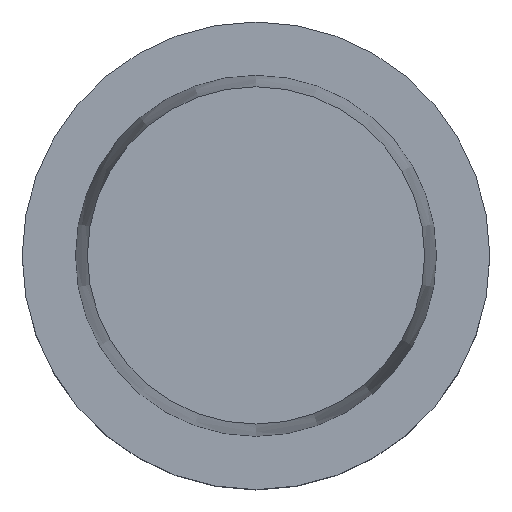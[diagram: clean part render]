
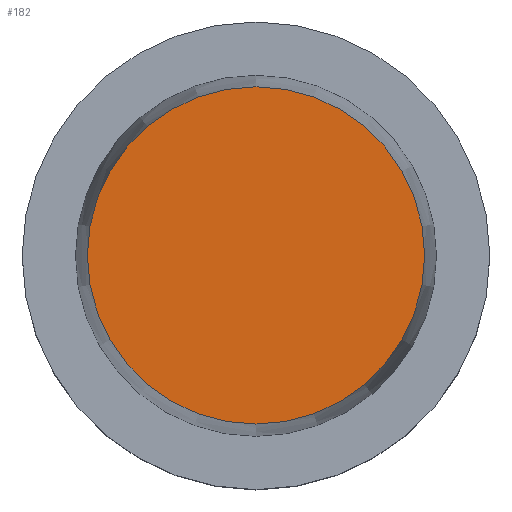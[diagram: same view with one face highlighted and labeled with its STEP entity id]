
A CAD part, top view. The second image highlights one B-rep face of the part: STEP entity #182.
In plain terms, the highlighted planar face has unit normal (0, 0, 1).
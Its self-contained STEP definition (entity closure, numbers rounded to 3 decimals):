
#165=EDGE_CURVE('Unnamed[1]',#349,#349,#350,.T.);
#182=ADVANCED_FACE('Unnamed[1]',(#376),#377,.T.);
#349=VERTEX_POINT('',#581);
#350=CIRCLE('',#582,22.715);
#376=FACE_OUTER_BOUND('',#614,.T.);
#377=PLANE('',#615);
#581=CARTESIAN_POINT('',(0.,22.715,32.0));
#582=AXIS2_PLACEMENT_3D('',#792,#793,#794);
#614=EDGE_LOOP('',(#823));
#615=AXIS2_PLACEMENT_3D('',#824,#825,#826);
#792=CARTESIAN_POINT('',(0.,0.,32.0));
#793=DIRECTION('',(0.,0.,1.0));
#794=DIRECTION('',(0.,1.0,0.));
#823=ORIENTED_EDGE('',*,*,#165,.T.);
#824=CARTESIAN_POINT('',(0.,11.358,32.0));
#825=DIRECTION('',(0.,0.,1.0));
#826=DIRECTION('',(0.,1.0,0.));
